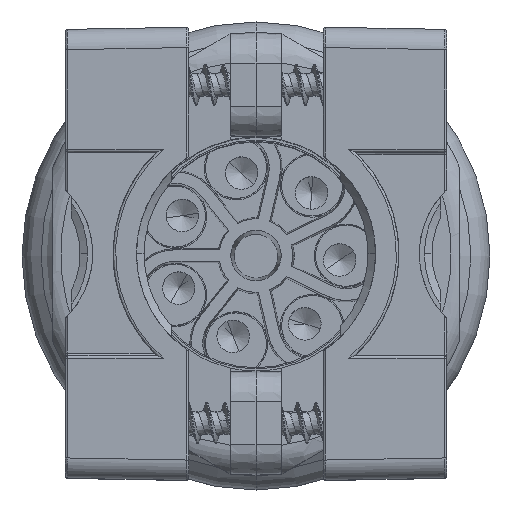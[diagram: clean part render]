
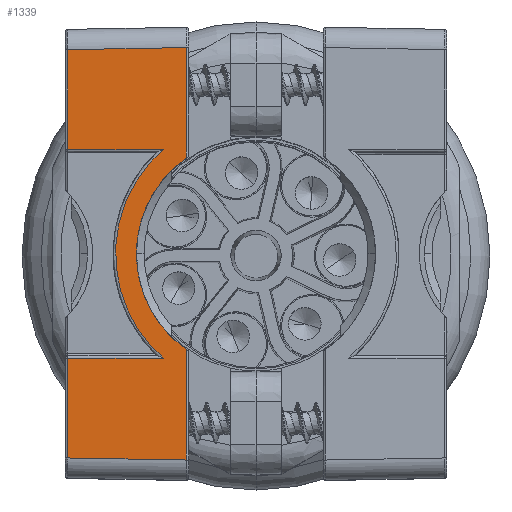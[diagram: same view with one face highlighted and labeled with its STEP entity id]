
A CAD part, top view. The second image highlights one B-rep face of the part: STEP entity #1339.
In plain terms, the highlighted planar face has unit normal (-0.018, 0, 1).
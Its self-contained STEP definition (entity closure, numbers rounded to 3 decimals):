
#1339=ADVANCED_FACE('',(#4434),#4435,.T.);
#4434=FACE_OUTER_BOUND('',#16391,.T.);
#4435=PLANE('',#16392);
#16391=EDGE_LOOP('',(#40361,#40362,#40363,#40364,#40365,#40366,#40367,#40368,#40369,#40370));
#16392=AXIS2_PLACEMENT_3D('',#40371,#40372,#40373);
#40361=ORIENTED_EDGE('',*,*,#46814,.T.);
#40362=ORIENTED_EDGE('',*,*,#46857,.F.);
#40363=ORIENTED_EDGE('',*,*,#46858,.F.);
#40364=ORIENTED_EDGE('',*,*,#46859,.F.);
#40365=ORIENTED_EDGE('',*,*,#46860,.T.);
#40366=ORIENTED_EDGE('',*,*,#46861,.T.);
#40367=ORIENTED_EDGE('',*,*,#46862,.T.);
#40368=ORIENTED_EDGE('',*,*,#46863,.F.);
#40369=ORIENTED_EDGE('',*,*,#46864,.T.);
#40370=ORIENTED_EDGE('',*,*,#46828,.F.);
#40371=CARTESIAN_POINT('',(-6.6,-23.882,36.65));
#40372=DIRECTION('',(-0.017,0.0,1.));
#40373=DIRECTION('',(0.0,1.0,0.0));
#46814=EDGE_CURVE('',#53523,#53521,#53524,.T.);
#46828=EDGE_CURVE('',#53523,#53544,#53545,.T.);
#46857=EDGE_CURVE('',#53591,#53521,#53593,.T.);
#46858=EDGE_CURVE('',#53594,#53591,#53595,.T.);
#46859=EDGE_CURVE('',#53596,#53594,#53597,.T.);
#46860=EDGE_CURVE('',#53596,#53598,#53599,.T.);
#46861=EDGE_CURVE('',#53598,#53600,#53601,.T.);
#46862=EDGE_CURVE('',#53600,#53602,#53603,.T.);
#46863=EDGE_CURVE('',#53604,#53602,#53605,.T.);
#46864=EDGE_CURVE('',#53604,#53544,#53606,.T.);
#53521=VERTEX_POINT('',#70782);
#53523=VERTEX_POINT('',#70793);
#53524=B_SPLINE_CURVE_WITH_KNOTS('',3,(#70794,#70795,#70796,#70797,#70798,#70799,#70800,#70801,#70802,#70803,#70804,#70805,#70806,#70807,#70808,#70809,#70810,#70811,#70812,#70813,#70814,#70815,#70816,#70817,#70818,#70819,#70820),.UNSPECIFIED.,.F.,.F.,(4,1,1,1,1,1,1,1,1,1,1,1,1,1,1,1,1,1,1,1,1,1,1,1,4),(0.0,0.016,0.031,0.063,0.094,0.125,0.156,0.188,0.25,0.313,0.375,0.438,0.5,0.563,0.625,0.688,0.75,0.813,0.844,0.875,0.906,0.938,0.969,0.984,1.0),.UNSPECIFIED.);
#53544=VERTEX_POINT('',#70855);
#53545=LINE('',#70856,#70857);
#53591=VERTEX_POINT('',#71018);
#53593=LINE('',#71020,#71021);
#53594=VERTEX_POINT('',#71022);
#53595=LINE('',#71023,#71024);
#53596=VERTEX_POINT('',#71025);
#53597=LINE('',#71026,#71027);
#53598=VERTEX_POINT('',#71028);
#53599=LINE('',#71029,#71030);
#53600=VERTEX_POINT('',#71031);
#53601=B_SPLINE_CURVE_WITH_KNOTS('',3,(#71032,#71033,#71034,#71035,#71036,#71037,#71038,#71039,#71040,#71041,#71042,#71043,#71044,#71045,#71046,#71047,#71048,#71049,#71050,#71051,#71052,#71053),.UNSPECIFIED.,.F.,.F.,(4,1,1,1,1,1,1,1,1,1,1,1,1,1,1,1,1,1,1,4),(0.0,0.053,0.105,0.158,0.211,0.263,0.316,0.368,0.421,0.474,0.526,0.579,0.632,0.684,0.737,0.789,0.842,0.895,0.947,1.0),.UNSPECIFIED.);
#53602=VERTEX_POINT('',#71054);
#53603=LINE('',#71055,#71056);
#53604=VERTEX_POINT('',#71057);
#53605=LINE('',#71058,#71059);
#53606=LINE('',#71060,#71061);
#70782=CARTESIAN_POINT('',(-6.854,9.414,36.646));
#70793=CARTESIAN_POINT('',(-6.854,-9.414,36.646));
#70794=CARTESIAN_POINT('',(-6.854,-9.414,36.646));
#70795=CARTESIAN_POINT('',(-6.994,-9.316,36.643));
#70796=CARTESIAN_POINT('',(-7.261,-9.12,36.638));
#70797=CARTESIAN_POINT('',(-7.749,-8.728,36.63));
#70798=CARTESIAN_POINT('',(-8.289,-8.238,36.621));
#70799=CARTESIAN_POINT('',(-8.849,-7.649,36.611));
#70800=CARTESIAN_POINT('',(-9.337,-7.061,36.602));
#70801=CARTESIAN_POINT('',(-9.765,-6.472,36.595));
#70802=CARTESIAN_POINT('',(-10.263,-5.688,36.586));
#70803=CARTESIAN_POINT('',(-10.769,-4.707,36.577));
#70804=CARTESIAN_POINT('',(-11.218,-3.53,36.569));
#70805=CARTESIAN_POINT('',(-11.528,-2.354,36.564));
#70806=CARTESIAN_POINT('',(-11.71,-1.177,36.561));
#70807=CARTESIAN_POINT('',(-11.77,0.0,36.56));
#70808=CARTESIAN_POINT('',(-11.71,1.177,36.561));
#70809=CARTESIAN_POINT('',(-11.528,2.354,36.564));
#70810=CARTESIAN_POINT('',(-11.218,3.53,36.569));
#70811=CARTESIAN_POINT('',(-10.769,4.707,36.577));
#70812=CARTESIAN_POINT('',(-10.263,5.688,36.586));
#70813=CARTESIAN_POINT('',(-9.765,6.472,36.595));
#70814=CARTESIAN_POINT('',(-9.337,7.061,36.602));
#70815=CARTESIAN_POINT('',(-8.849,7.649,36.611));
#70816=CARTESIAN_POINT('',(-8.289,8.238,36.621));
#70817=CARTESIAN_POINT('',(-7.749,8.728,36.63));
#70818=CARTESIAN_POINT('',(-7.261,9.12,36.638));
#70819=CARTESIAN_POINT('',(-6.994,9.316,36.643));
#70820=CARTESIAN_POINT('',(-6.854,9.414,36.646));
#70855=CARTESIAN_POINT('',(-6.854,-20.271,36.646));
#70856=CARTESIAN_POINT('',(-6.854,-9.414,36.646));
#70857=VECTOR('',#86101,10.856);
#71018=CARTESIAN_POINT('',(-6.854,20.271,36.646));
#71020=CARTESIAN_POINT('',(-6.854,20.271,36.646));
#71021=VECTOR('',#86135,10.856);
#71022=CARTESIAN_POINT('',(-18.504,20.068,36.442));
#71023=CARTESIAN_POINT('',(-18.504,20.068,36.442));
#71024=VECTOR('',#86136,11.654);
#71025=CARTESIAN_POINT('',(-18.504,10.25,36.442));
#71026=CARTESIAN_POINT('',(-18.504,10.25,36.442));
#71027=VECTOR('',#86137,9.818);
#71028=CARTESIAN_POINT('',(-9.117,10.25,36.606));
#71029=CARTESIAN_POINT('',(-18.504,10.25,36.442));
#71030=VECTOR('',#86138,9.389);
#71031=CARTESIAN_POINT('',(-9.117,-10.25,36.606));
#71032=CARTESIAN_POINT('',(-9.117,10.25,36.606));
#71033=CARTESIAN_POINT('',(-9.426,9.983,36.601));
#71034=CARTESIAN_POINT('',(-10.018,9.422,36.59));
#71035=CARTESIAN_POINT('',(-10.829,8.502,36.576));
#71036=CARTESIAN_POINT('',(-11.552,7.514,36.564));
#71037=CARTESIAN_POINT('',(-12.184,6.464,36.553));
#71038=CARTESIAN_POINT('',(-12.718,5.362,36.543));
#71039=CARTESIAN_POINT('',(-13.151,4.216,36.536));
#71040=CARTESIAN_POINT('',(-13.479,3.036,36.53));
#71041=CARTESIAN_POINT('',(-13.699,1.831,36.526));
#71042=CARTESIAN_POINT('',(-13.809,0.612,36.524));
#71043=CARTESIAN_POINT('',(-13.809,-0.612,36.524));
#71044=CARTESIAN_POINT('',(-13.699,-1.831,36.526));
#71045=CARTESIAN_POINT('',(-13.479,-3.036,36.53));
#71046=CARTESIAN_POINT('',(-13.151,-4.216,36.536));
#71047=CARTESIAN_POINT('',(-12.718,-5.362,36.543));
#71048=CARTESIAN_POINT('',(-12.184,-6.464,36.553));
#71049=CARTESIAN_POINT('',(-11.552,-7.514,36.564));
#71050=CARTESIAN_POINT('',(-10.829,-8.502,36.576));
#71051=CARTESIAN_POINT('',(-10.018,-9.422,36.59));
#71052=CARTESIAN_POINT('',(-9.426,-9.983,36.601));
#71053=CARTESIAN_POINT('',(-9.117,-10.25,36.606));
#71054=CARTESIAN_POINT('',(-18.504,-10.25,36.442));
#71055=CARTESIAN_POINT('',(-9.117,-10.25,36.606));
#71056=VECTOR('',#86139,9.389);
#71057=CARTESIAN_POINT('',(-18.504,-20.068,36.442));
#71058=CARTESIAN_POINT('',(-18.504,-20.068,36.442));
#71059=VECTOR('',#86140,9.818);
#71060=CARTESIAN_POINT('',(-18.504,-20.068,36.442));
#71061=VECTOR('',#86141,11.654);
#86101=DIRECTION('',(0.,-1.0,0.));
#86135=DIRECTION('',(0.,-1.0,0.));
#86136=DIRECTION('',(1.,0.017,0.017));
#86137=DIRECTION('',(0.,1.0,0.));
#86138=DIRECTION('',(1.,0.,0.017));
#86139=DIRECTION('',(-1.,0.,-0.017));
#86140=DIRECTION('',(0.,1.0,0.));
#86141=DIRECTION('',(1.,-0.017,0.017));
